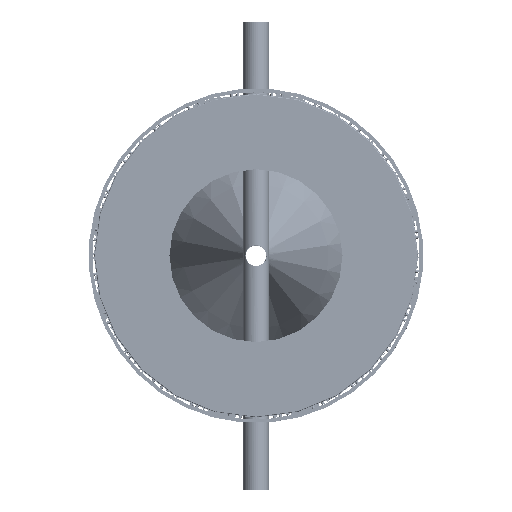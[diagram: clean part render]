
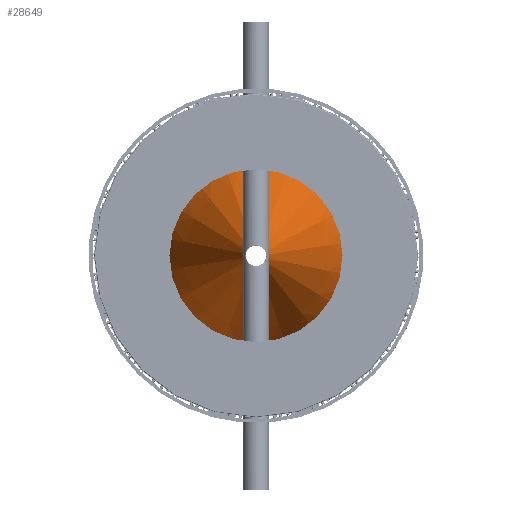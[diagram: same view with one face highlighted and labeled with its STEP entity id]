
A CAD part, top view. The second image highlights one B-rep face of the part: STEP entity #28649.
In plain terms, the highlighted conical face has half-angle 24 degrees and reference radius 9 mm.
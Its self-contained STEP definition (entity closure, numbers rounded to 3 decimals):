
#28595=CARTESIAN_POINT('',(7.898,4.315,-21.0));
#28596=VERTEX_POINT('',#28595);
#28597=CARTESIAN_POINT('',(0.0,0.0,-21.0));
#28598=DIRECTION('',(0.0,0.0,1.0));
#28599=DIRECTION('',(1.0,0.0,0.0));
#28600=AXIS2_PLACEMENT_3D('',#28597,#28598,#28599);
#28601=CIRCLE('',#28600,9.0);
#28602=EDGE_CURVE('',#28596,#28596,#28601,.T.);
#28630=CARTESIAN_POINT('',(0.0,0.0,-21.0));
#28631=DIRECTION('',(0.0,0.0,-1.0));
#28632=DIRECTION('',(0.878,0.479,0.0));
#28633=AXIS2_PLACEMENT_3D('',#28630,#28631,#28632);
#28634=CONICAL_SURFACE('',#28633,9.0,24.);
#28635=ORIENTED_EDGE('',*,*,#28602,.F.);
#28636=EDGE_LOOP('',(#28635));
#28637=FACE_OUTER_BOUND('',#28636,.T.);
#28638=CARTESIAN_POINT('',(70.207,38.354,-180.469));
#28639=VERTEX_POINT('',#28638);
#28640=CARTESIAN_POINT('',(0.0,0.0,-180.469));
#28641=DIRECTION('',(0.0,0.0,-1.0));
#28642=DIRECTION('',(1.0,0.0,0.0));
#28643=AXIS2_PLACEMENT_3D('',#28640,#28641,#28642);
#28644=CIRCLE('',#28643,80.0);
#28645=EDGE_CURVE('',#28639,#28639,#28644,.F.);
#28646=ORIENTED_EDGE('',*,*,#28645,.T.);
#28647=EDGE_LOOP('',(#28646));
#28648=FACE_BOUND('',#28647,.T.);
#28649=ADVANCED_FACE('',(#28637,#28648),#28634,.T.);
